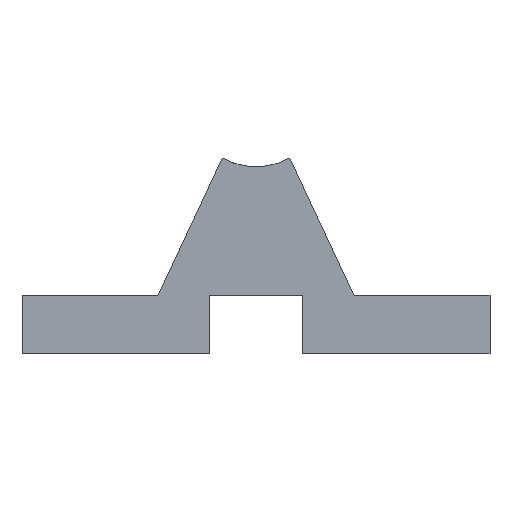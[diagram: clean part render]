
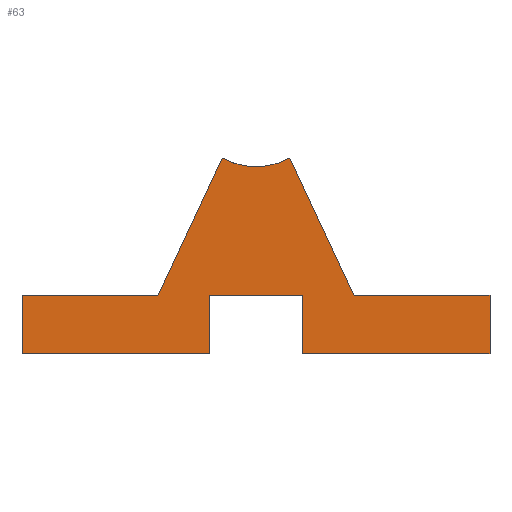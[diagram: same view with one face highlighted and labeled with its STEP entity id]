
A CAD part, front view. The second image highlights one B-rep face of the part: STEP entity #63.
In plain terms, the highlighted planar face has unit normal (0, -1, 0).
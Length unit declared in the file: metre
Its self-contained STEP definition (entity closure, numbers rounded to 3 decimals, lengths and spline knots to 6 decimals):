
#63 = ADVANCED_FACE( '', ( #150 ), #151, .T. );
#150 = FACE_OUTER_BOUND( '', #289, .T. );
#151 = PLANE( '', #290 );
#289 = EDGE_LOOP( '', ( #449, #450, #451, #452, #453, #454, #455, #456, #457, #458, #459, #460 ) );
#290 = AXIS2_PLACEMENT_3D( '', #461, #462, #463 );
#449 = ORIENTED_EDGE( '', *, *, #679, .F. );
#450 = ORIENTED_EDGE( '', *, *, #680, .T. );
#451 = ORIENTED_EDGE( '', *, *, #673, .T. );
#452 = ORIENTED_EDGE( '', *, *, #681, .T. );
#453 = ORIENTED_EDGE( '', *, *, #682, .F. );
#454 = ORIENTED_EDGE( '', *, *, #664, .F. );
#455 = ORIENTED_EDGE( '', *, *, #683, .F. );
#456 = ORIENTED_EDGE( '', *, *, #684, .F. );
#457 = ORIENTED_EDGE( '', *, *, #685, .F. );
#458 = ORIENTED_EDGE( '', *, *, #686, .F. );
#459 = ORIENTED_EDGE( '', *, *, #687, .F. );
#460 = ORIENTED_EDGE( '', *, *, #688, .F. );
#461 = CARTESIAN_POINT( '', ( 0., 0., 0.022 ) );
#462 = DIRECTION( '', ( 0., -1., 0. ) );
#463 = DIRECTION( '', ( 0., 0., -1. ) );
#664 = EDGE_CURVE( '', #773, #774, #775, .T. );
#673 = EDGE_CURVE( '', #788, #786, #789, .T. );
#679 = EDGE_CURVE( '', #798, #799, #800, .T. );
#680 = EDGE_CURVE( '', #798, #788, #801, .T. );
#681 = EDGE_CURVE( '', #786, #802, #803, .T. );
#682 = EDGE_CURVE( '', #774, #802, #804, .T. );
#683 = EDGE_CURVE( '', #805, #773, #806, .T. );
#684 = EDGE_CURVE( '', #807, #805, #808, .T. );
#685 = EDGE_CURVE( '', #809, #807, #810, .T. );
#686 = EDGE_CURVE( '', #811, #809, #812, .T. );
#687 = EDGE_CURVE( '', #813, #811, #814, .T. );
#688 = EDGE_CURVE( '', #799, #813, #815, .T. );
#773 = VERTEX_POINT( '', #933 );
#774 = VERTEX_POINT( '', #934 );
#775 = LINE( '', #935, #936 );
#786 = VERTEX_POINT( '', #1012 );
#788 = VERTEX_POINT( '', #1015 );
#789 = LINE( '', #1016, #1017 );
#798 = VERTEX_POINT( '', #1027 );
#799 = VERTEX_POINT( '', #1028 );
#800 = LINE( '', #1029, #1030 );
#801 = LINE( '', #1031, #1032 );
#802 = VERTEX_POINT( '', #1033 );
#803 = LINE( '', #1034, #1035 );
#804 = LINE( '', #1036, #1037 );
#805 = VERTEX_POINT( '', #1038 );
#806 = LINE( '', #1039, #1040 );
#807 = VERTEX_POINT( '', #1041 );
#808 = LINE( '', #1042, #1043 );
#809 = VERTEX_POINT( '', #1044 );
#810 = CIRCLE( '', #1045, 0.006 );
#811 = VERTEX_POINT( '', #1046 );
#812 = LINE( '', #1047, #1048 );
#813 = VERTEX_POINT( '', #1049 );
#814 = LINE( '', #1050, #1051 );
#815 = LINE( '', #1052, #1053 );
#933 = CARTESIAN_POINT( '', ( 0.02, 0., 0.005 ) );
#934 = CARTESIAN_POINT( '', ( 0.02, 0., 0. ) );
#935 = CARTESIAN_POINT( '', ( 0.02, 0., 0. ) );
#936 = VECTOR( '', #1409, 1. );
#1012 = CARTESIAN_POINT( '', ( 0.004, 0., 0.005 ) );
#1015 = CARTESIAN_POINT( '', ( -0.004, 0., 0.005 ) );
#1016 = CARTESIAN_POINT( '', ( -0.004, 0., 0.005 ) );
#1017 = VECTOR( '', #1419, 1. );
#1027 = CARTESIAN_POINT( '', ( -0.004, 0., 0. ) );
#1028 = CARTESIAN_POINT( '', ( -0.02, 0., 0. ) );
#1029 = CARTESIAN_POINT( '', ( 0.02, 0., 0. ) );
#1030 = VECTOR( '', #1430, 1. );
#1031 = CARTESIAN_POINT( '', ( -0.004, 0., 0. ) );
#1032 = VECTOR( '', #1431, 1. );
#1033 = CARTESIAN_POINT( '', ( 0.004, 0., 0. ) );
#1034 = CARTESIAN_POINT( '', ( 0.004, 0., 0.005 ) );
#1035 = VECTOR( '', #1432, 1. );
#1036 = CARTESIAN_POINT( '', ( 0.02, 0., 0. ) );
#1037 = VECTOR( '', #1433, 1. );
#1038 = CARTESIAN_POINT( '', ( 0.008378, 0., 0.005 ) );
#1039 = CARTESIAN_POINT( '', ( 0.02, 0., 0.005 ) );
#1040 = VECTOR( '', #1434, 1. );
#1041 = CARTESIAN_POINT( '', ( 0.0029, 0., 0.016747 ) );
#1042 = CARTESIAN_POINT( '', ( 0.008378, 0., 0.005 ) );
#1043 = VECTOR( '', #1435, 1. );
#1044 = CARTESIAN_POINT( '', ( -0.0029, 0., 0.016747 ) );
#1045 = AXIS2_PLACEMENT_3D( '', #1436, #1437, #1438 );
#1046 = CARTESIAN_POINT( '', ( -0.008378, 0., 0.005 ) );
#1047 = CARTESIAN_POINT( '', ( -0.008378, 0., 0.005 ) );
#1048 = VECTOR( '', #1439, 1. );
#1049 = CARTESIAN_POINT( '', ( -0.02, 0., 0.005 ) );
#1050 = CARTESIAN_POINT( '', ( -0.02, 0., 0.005 ) );
#1051 = VECTOR( '', #1440, 1. );
#1052 = CARTESIAN_POINT( '', ( -0.02, 0., 0. ) );
#1053 = VECTOR( '', #1441, 1. );
#1409 = DIRECTION( '', ( 0., 0., -1. ) );
#1419 = DIRECTION( '', ( 1., 0., 0. ) );
#1430 = DIRECTION( '', ( -1., 0., 0. ) );
#1431 = DIRECTION( '', ( 0., 0., 1. ) );
#1432 = DIRECTION( '', ( 0., 0., -1. ) );
#1433 = DIRECTION( '', ( -1., 0., 0. ) );
#1434 = DIRECTION( '', ( 1., 0., 0. ) );
#1435 = DIRECTION( '', ( 0.423, 0., -0.906 ) );
#1436 = CARTESIAN_POINT( '', ( 0., 0., 0.022 ) );
#1437 = DIRECTION( '', ( 0., -1., 0. ) );
#1438 = DIRECTION( '', ( 1., 0., 0. ) );
#1439 = DIRECTION( '', ( 0.423, 0., 0.906 ) );
#1440 = DIRECTION( '', ( 1., 0., 0. ) );
#1441 = DIRECTION( '', ( 0., 0., 1. ) );
